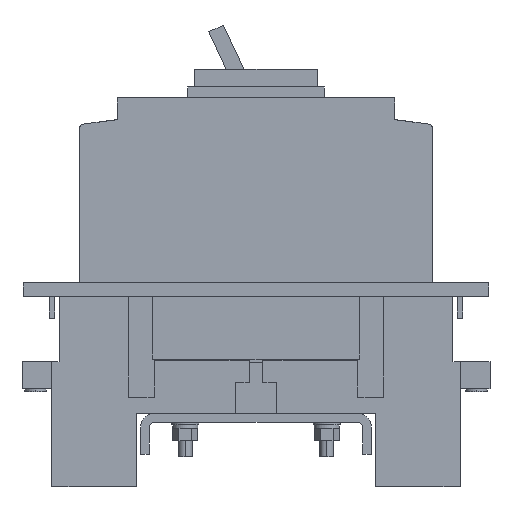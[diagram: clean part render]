
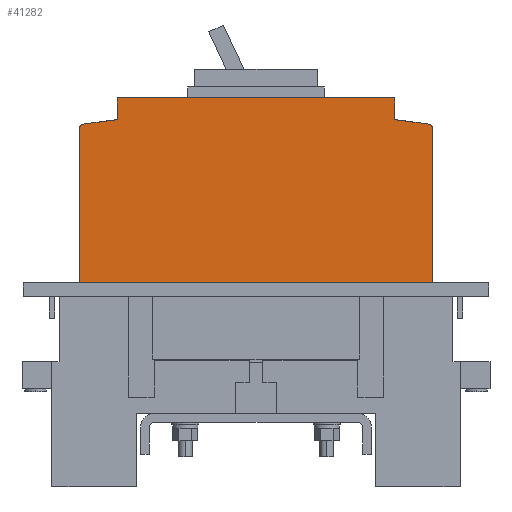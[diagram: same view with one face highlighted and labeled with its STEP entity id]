
A CAD part, left-side view. The second image highlights one B-rep face of the part: STEP entity #41282.
In plain terms, the highlighted planar face has unit normal (-1, 0, 0).
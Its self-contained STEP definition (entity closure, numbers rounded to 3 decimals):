
#91 = CIRCLE ( 'NONE', #7614, 2. ) ;
#165 = DIRECTION ( 'NONE',  ( 0., 0., -1. ) ) ;
#390 = DIRECTION ( 'NONE',  ( -1., 0., 0. ) ) ;
#852 = VERTEX_POINT ( 'NONE', #3212 ) ;
#1509 = DIRECTION ( 'NONE',  ( -1., 0., 0. ) ) ;
#1600 = VECTOR ( 'NONE', #165, 1000. ) ;
#1613 = LINE ( 'NONE', #37904, #38109 ) ;
#2731 = DIRECTION ( 'NONE',  ( 0., -0.991, -0.132 ) ) ;
#3212 = CARTESIAN_POINT ( 'NONE',  ( -45., -51., 68. ) ) ;
#3222 = EDGE_CURVE ( 'NONE', #9941, #4142, #41427, .T. ) ;
#4142 = VERTEX_POINT ( 'NONE', #15636 ) ;
#4426 = VECTOR ( 'NONE', #17790, 1000. ) ;
#5357 = CARTESIAN_POINT ( 'NONE',  ( -45., 63.265, 58.364 ) ) ;
#5513 = VERTEX_POINT ( 'NONE', #5357 ) ;
#6367 = ORIENTED_EDGE ( 'NONE', *, *, #12865, .F. ) ;
#6405 = AXIS2_PLACEMENT_3D ( 'NONE', #22658, #1509, #26177 ) ;
#7347 = EDGE_CURVE ( 'NONE', #17042, #5513, #43617, .T. ) ;
#7505 = CARTESIAN_POINT ( 'NONE',  ( -45., 51., 60. ) ) ;
#7508 = ORIENTED_EDGE ( 'NONE', *, *, #19293, .T. ) ;
#7614 = AXIS2_PLACEMENT_3D ( 'NONE', #21567, #390, #25071 ) ;
#8278 = PLANE ( 'NONE',  #10221 ) ;
#8417 = DIRECTION ( 'NONE',  ( 0., 1., 0. ) ) ;
#8572 = LINE ( 'NONE', #27286, #35643 ) ;
#9089 = ORIENTED_EDGE ( 'NONE', *, *, #38013, .T. ) ;
#9941 = VERTEX_POINT ( 'NONE', #10343 ) ;
#10100 = LINE ( 'NONE', #37318, #28862 ) ;
#10221 = AXIS2_PLACEMENT_3D ( 'NONE', #29419, #29571, #8417 ) ;
#10343 = CARTESIAN_POINT ( 'NONE',  ( -45., -51., 60. ) ) ;
#11375 = ORIENTED_EDGE ( 'NONE', *, *, #29670, .T. ) ;
#11547 = ORIENTED_EDGE ( 'NONE', *, *, #16735, .F. ) ;
#11927 = EDGE_CURVE ( 'NONE', #5513, #14224, #91, .T. ) ;
#12475 = DIRECTION ( 'NONE',  ( 0., -1., 0. ) ) ;
#12865 = EDGE_CURVE ( 'NONE', #17042, #16642, #8572, .T. ) ;
#13191 = DIRECTION ( 'NONE',  ( 0., 0., -1. ) ) ;
#13536 = CARTESIAN_POINT ( 'NONE',  ( -45., -65., 56.381 ) ) ;
#14221 = EDGE_CURVE ( 'NONE', #22822, #16279, #1613, .T. ) ;
#14224 = VERTEX_POINT ( 'NONE', #27356 ) ;
#14483 = ORIENTED_EDGE ( 'NONE', *, *, #3222, .F. ) ;
#15636 = CARTESIAN_POINT ( 'NONE',  ( -45., -63.265, 58.364 ) ) ;
#16279 = VERTEX_POINT ( 'NONE', #34579 ) ;
#16642 = VERTEX_POINT ( 'NONE', #29608 ) ;
#16735 = EDGE_CURVE ( 'NONE', #16642, #852, #10100, .T. ) ;
#17042 = VERTEX_POINT ( 'NONE', #7505 ) ;
#17790 = DIRECTION ( 'NONE',  ( 0., 0., 1. ) ) ;
#18772 = LINE ( 'NONE', #38974, #4426 ) ;
#19293 = EDGE_CURVE ( 'NONE', #26386, #16279, #27758, .T. ) ;
#21334 = CARTESIAN_POINT ( 'NONE',  ( -45., 65., 68. ) ) ;
#21567 = CARTESIAN_POINT ( 'NONE',  ( -45., 63., 56.381 ) ) ;
#22658 = CARTESIAN_POINT ( 'NONE',  ( -45., -63., 56.381 ) ) ;
#22822 = VERTEX_POINT ( 'NONE', #13536 ) ;
#23732 = CARTESIAN_POINT ( 'NONE',  ( -45., 64.02, 75.347 ) ) ;
#23884 = EDGE_CURVE ( 'NONE', #22822, #4142, #42251, .T. ) ;
#25071 = DIRECTION ( 'NONE',  ( 0., 1., 0. ) ) ;
#25906 = ORIENTED_EDGE ( 'NONE', *, *, #11927, .T. ) ;
#26177 = DIRECTION ( 'NONE',  ( 0., 1., 0. ) ) ;
#26386 = VERTEX_POINT ( 'NONE', #27192 ) ;
#26886 = CARTESIAN_POINT ( 'NONE',  ( -45., 63.706, 58.305 ) ) ;
#27192 = CARTESIAN_POINT ( 'NONE',  ( -45., 65., 0. ) ) ;
#27286 = CARTESIAN_POINT ( 'NONE',  ( -45., 51., 60. ) ) ;
#27356 = CARTESIAN_POINT ( 'NONE',  ( -45., 65., 56.381 ) ) ;
#27758 = LINE ( 'NONE', #36202, #37176 ) ;
#28623 = ORIENTED_EDGE ( 'NONE', *, *, #7347, .T. ) ;
#28862 = VECTOR ( 'NONE', #12475, 1000. ) ;
#29419 = CARTESIAN_POINT ( 'NONE',  ( -45., 65., 68. ) ) ;
#29571 = DIRECTION ( 'NONE',  ( 1., 0., 0. ) ) ;
#29608 = CARTESIAN_POINT ( 'NONE',  ( -45., 51., 68. ) ) ;
#29670 = EDGE_CURVE ( 'NONE', #9941, #852, #18772, .T. ) ;
#31037 = ORIENTED_EDGE ( 'NONE', *, *, #14221, .F. ) ;
#33695 = ORIENTED_EDGE ( 'NONE', *, *, #23884, .T. ) ;
#34201 = VECTOR ( 'NONE', #37599, 1000. ) ;
#34426 = DIRECTION ( 'NONE',  ( 0., 0., 1. ) ) ;
#34579 = CARTESIAN_POINT ( 'NONE',  ( -45., -65., 0. ) ) ;
#35643 = VECTOR ( 'NONE', #34426, 1000. ) ;
#36202 = CARTESIAN_POINT ( 'NONE',  ( -45., 65., 0. ) ) ;
#36613 = EDGE_LOOP ( 'NONE', ( #28623, #25906, #9089, #7508, #31037, #33695, #14483, #11375, #11547, #6367 ) ) ;
#36975 = LINE ( 'NONE', #21334, #1600 ) ;
#37176 = VECTOR ( 'NONE', #43316, 1000. ) ;
#37318 = CARTESIAN_POINT ( 'NONE',  ( -45., 65., 68. ) ) ;
#37599 = DIRECTION ( 'NONE',  ( 0., 0.991, -0.132 ) ) ;
#37904 = CARTESIAN_POINT ( 'NONE',  ( -45., -65., 68. ) ) ;
#38013 = EDGE_CURVE ( 'NONE', #14224, #26386, #36975, .T. ) ;
#38109 = VECTOR ( 'NONE', #13191, 1000. ) ;
#38585 = FACE_OUTER_BOUND ( 'NONE', #36613, .T. ) ;
#38974 = CARTESIAN_POINT ( 'NONE',  ( -45., -51., 60. ) ) ;
#40294 = VECTOR ( 'NONE', #2731, 1000. ) ;
#41282 = ADVANCED_FACE ( 'NONE', ( #38585 ), #8278, .F. ) ;
#41427 = LINE ( 'NONE', #23732, #40294 ) ;
#42251 = CIRCLE ( 'NONE', #6405, 2. ) ;
#43316 = DIRECTION ( 'NONE',  ( 0., -1., 0. ) ) ;
#43617 = LINE ( 'NONE', #26886, #34201 ) ;
